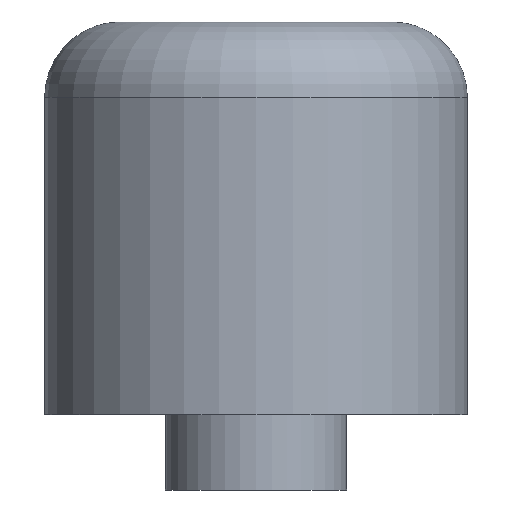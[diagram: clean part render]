
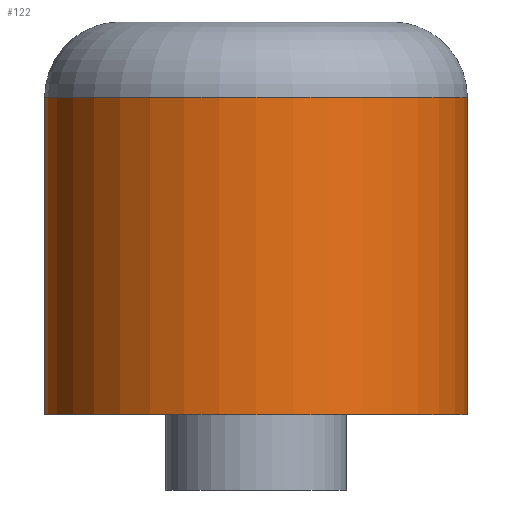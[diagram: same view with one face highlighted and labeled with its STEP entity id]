
A CAD part, front view. The second image highlights one B-rep face of the part: STEP entity #122.
In plain terms, the highlighted cylindrical face has radius 14 mm (diameter 28 mm), a full revolution.
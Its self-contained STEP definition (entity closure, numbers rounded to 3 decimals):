
#27=FACE_OUTER_BOUND('',#37,.T.);
#37=EDGE_LOOP('',(#97,#98,#99,#100));
#47=LINE('',#223,#51);
#51=VECTOR('',#184,14.);
#59=CIRCLE('',#150,14.);
#60=CIRCLE('',#152,14.);
#68=VERTEX_POINT('',#218);
#69=VERTEX_POINT('',#222);
#79=EDGE_CURVE('',#68,#68,#59,.T.);
#80=EDGE_CURVE('',#68,#69,#47,.T.);
#81=EDGE_CURVE('',#69,#69,#60,.T.);
#97=ORIENTED_EDGE('',*,*,#79,.F.);
#98=ORIENTED_EDGE('',*,*,#80,.T.);
#99=ORIENTED_EDGE('',*,*,#81,.T.);
#100=ORIENTED_EDGE('',*,*,#80,.F.);
#116=CYLINDRICAL_SURFACE('',#151,14.);
#122=ADVANCED_FACE('',(#27),#116,.T.);
#150=AXIS2_PLACEMENT_3D('',#220,#180,#181);
#151=AXIS2_PLACEMENT_3D('',#221,#182,#183);
#152=AXIS2_PLACEMENT_3D('',#224,#185,#186);
#180=DIRECTION('center_axis',(0.,0.,1.));
#181=DIRECTION('ref_axis',(1.,0.,0.));
#182=DIRECTION('center_axis',(0.,0.,1.));
#183=DIRECTION('ref_axis',(1.,0.,0.));
#184=DIRECTION('',(0.,0.,-1.));
#185=DIRECTION('center_axis',(0.,0.,1.));
#186=DIRECTION('ref_axis',(1.,0.,0.));
#218=CARTESIAN_POINT('',(-14.,0.,21.));
#220=CARTESIAN_POINT('Origin',(0.,0.,21.));
#221=CARTESIAN_POINT('Origin',(0.,0.,0.));
#222=CARTESIAN_POINT('',(-14.,0.,0.));
#223=CARTESIAN_POINT('',(-14.,0.,0.));
#224=CARTESIAN_POINT('Origin',(0.,0.,0.));
